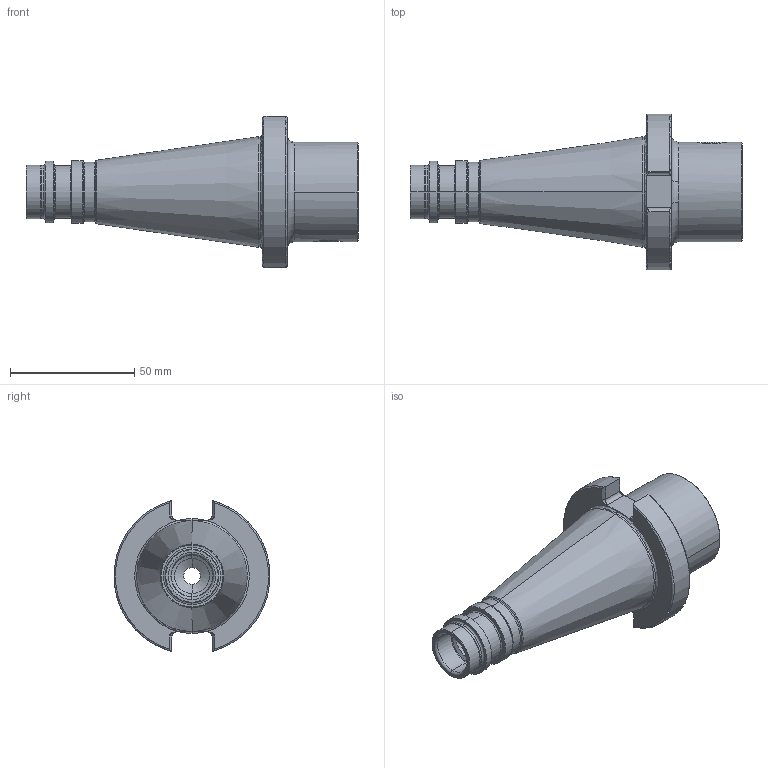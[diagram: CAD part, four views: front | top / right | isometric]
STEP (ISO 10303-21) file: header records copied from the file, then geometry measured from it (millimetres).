
FILE_DESCRIPTION (( 'STEP AP203' ), '1' );
FILE_NAME ('A54.400.040.040.STEP', '2024-08-09T06:44:57', ( '' ), ( '' ), 'SwSTEP 2.0', 'SolidWorks 2022', '' );
FILE_SCHEMA (( 'CONFIG_CONTROL_DESIGN' ));
Length unit declared in the file: millimetre
Products named in the file (3): SZ4-WH4.K01.040_B; WH4-ER1.001.015; A54.400.040.040
Assembly tree (3 placements, depth 2):
  A54.400.040.040
    SZ4-WH4.K01.040_B
    WH4-ER1.001.015  x2
Bounding box: 133.4 x 62.56 x 60.7 mm (x, y, z)
Volume: 118852.8 mm3; surface area: 27034.7 mm2
Topology: 3 solids, 3 shells, 179 faces, 406 edges, 232 vertices
Faces by surface type: plane 53, cylinder 52, torus 40, cone 32, bspline 2
Entity records: 4971 total; most frequent: CARTESIAN_POINT 1280, DIRECTION 760, ORIENTED_EDGE 684, EDGE_CURVE 342, AXIS2_PLACEMENT_3D 313, VERTEX_POINT 197, EDGE_LOOP 159, CIRCLE 158
